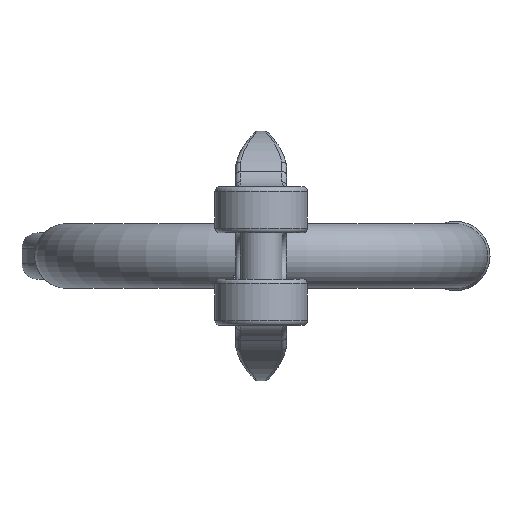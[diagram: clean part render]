
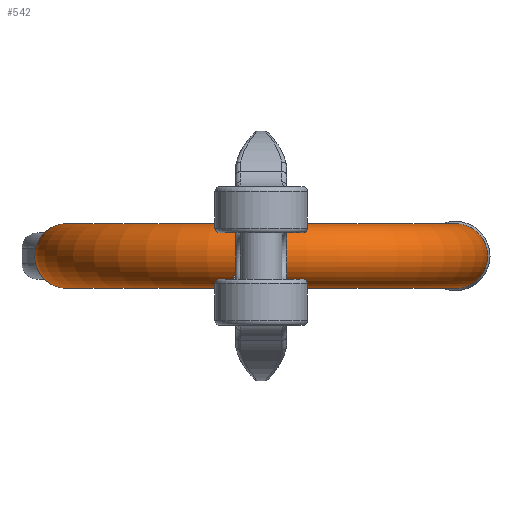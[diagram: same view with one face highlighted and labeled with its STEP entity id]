
A CAD part, front view. The second image highlights one B-rep face of the part: STEP entity #542.
In plain terms, the highlighted toroidal (fillet/blend) face has major radius 42 mm and minor radius 7 mm.
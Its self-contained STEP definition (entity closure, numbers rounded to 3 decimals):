
#508=TOROIDAL_SURFACE('',#4751,42.,7.);
#542=ADVANCED_FACE('',(#937,#938),#508,.T.);
#828=CIRCLE('',#4743,7.);
#829=CIRCLE('',#4745,7.);
#937=FACE_BOUND('',#998,.T.);
#938=FACE_BOUND('',#999,.T.);
#998=EDGE_LOOP('',(#1910));
#999=EDGE_LOOP('',(#1911));
#1910=ORIENTED_EDGE('',*,*,#3699,.T.);
#1911=ORIENTED_EDGE('',*,*,#3700,.F.);
#3255=VERTEX_POINT('',#6087);
#3256=VERTEX_POINT('',#6090);
#3699=EDGE_CURVE('',#3255,#3255,#828,.T.);
#3700=EDGE_CURVE('',#3256,#3256,#829,.T.);
#4743=AXIS2_PLACEMENT_3D('',#6086,#5028,#5029);
#4745=AXIS2_PLACEMENT_3D('',#6089,#5032,#5033);
#4751=AXIS2_PLACEMENT_3D('',#6099,#5044,#5045);
#5028=DIRECTION('',(0.,-1.,0.));
#5029=DIRECTION('',(0.,0.,1.));
#5032=DIRECTION('',(0.,1.,0.));
#5033=DIRECTION('',(0.,0.,1.));
#5044=DIRECTION('',(0.,0.,1.));
#5045=DIRECTION('',(1.,0.,0.));
#6086=CARTESIAN_POINT('',(-42.,-25.,0.));
#6087=CARTESIAN_POINT('',(-42.,-25.,7.));
#6089=CARTESIAN_POINT('',(42.,-25.,0.));
#6090=CARTESIAN_POINT('',(42.,-25.,7.));
#6099=CARTESIAN_POINT('',(0.,-25.,0.));
